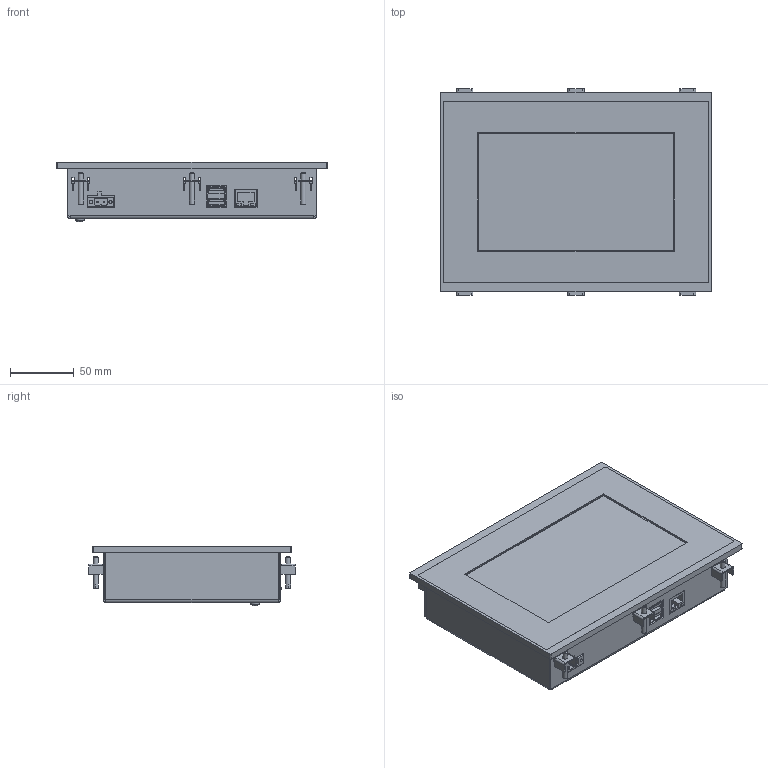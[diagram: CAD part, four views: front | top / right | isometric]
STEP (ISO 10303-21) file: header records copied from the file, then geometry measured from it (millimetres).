
FILE_DESCRIPTION(/* description */ (''),/* implementation_level */ '2;1');
FILE_NAME(/* name */ 'OT1207W_BE1_1G.stp',/* time_stamp */ '2021-03-09T17:14:11+01:00',/* author */ ('lule'),/* organization */ ('2020 Bachmann electronic GmbH'),/* preprocessor_version */ 'ST-DEVELOPER v18.1',/* originating_system */ 'Autodesk Inventor 2021',/* authorisation */ '-');
FILE_SCHEMA (('AUTOMOTIVE_DESIGN { 1 0 10303 214 3 1 1 }'));
Length unit declared in the file: millimetre
Products named in the file (2): Baugruppe1; Bauteil1
Assembly tree (1 placements, depth 2):
  Baugruppe1
    Bauteil1
Bounding box: 212 x 161.2 x 46.66 mm (x, y, z)
Volume: 318819.6 mm3; surface area: 247871 mm2
Topology: 14 solids, 14 shells, 650 faces, 1654 edges, 1080 vertices
Faces by surface type: plane 535, cylinder 68, bspline 33, cone 13, sphere 1
Full cylindrical faces by diameter (mm): 1 x2, 2.5 x2, 4 x14
Entity records: 20241 total; most frequent: CARTESIAN_POINT 3716, ORIENTED_EDGE 3308, DIRECTION 2997, EDGE_CURVE 1654, LINE 1419, VECTOR 1419, VERTEX_POINT 1080, AXIS2_PLACEMENT_3D 789
